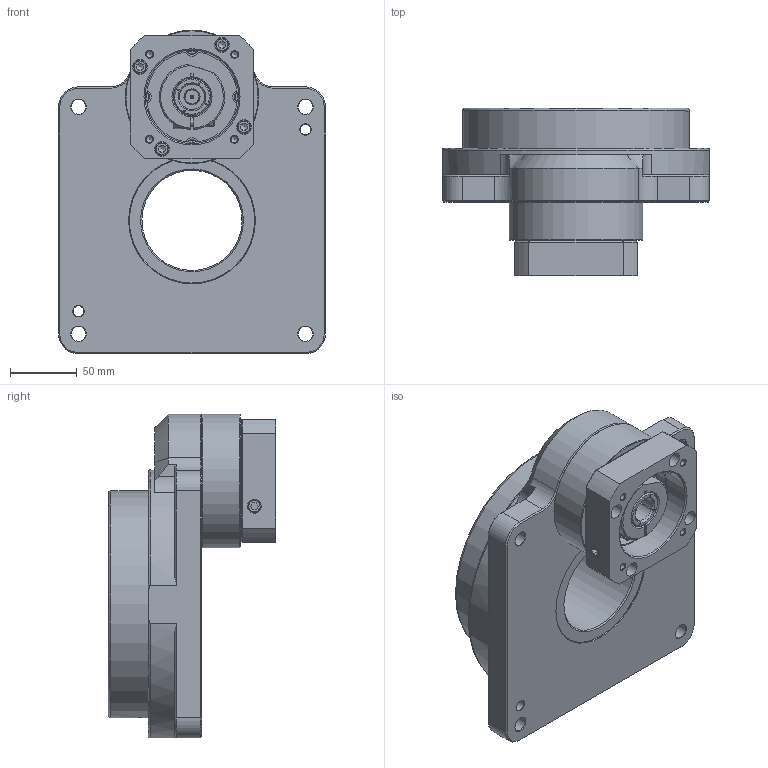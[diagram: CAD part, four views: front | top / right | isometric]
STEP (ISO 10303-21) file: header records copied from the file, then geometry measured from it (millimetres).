
FILE_DESCRIPTION((''),'2;1');
FILE_NAME('KGT-200B-1 (S19).stp','2015-09-18T14:05:56',('young'),(''),'Autodesk Inventor 2012','Autodesk Inventor 2012','');
FILE_SCHEMA(('CONFIG_CONTROL_DESIGN'));
Length unit declared in the file: millimetre
Products named in the file (1): KGT-200B-1 (S19)
Bounding box: 200 x 125.5 x 242.5 mm (x, y, z)
Volume: 1598748.7 mm3; surface area: 376154.8 mm2
Topology: 22 solids, 22 shells, 598 faces, 1384 edges, 874 vertices
Faces by surface type: plane 250, cylinder 165, cone 154, torus 29
Full cylindrical faces by diameter (mm): 1.5 x2, 2.459 x4, 4.2 x10, 5 x20, 5.5 x4, 6 x5, 6.5 x1, 6.8 x4, 8 x4, 8.433 x2, 8.5 x4, 9.5 x2, 10 x5, 11 x14, 15 x1, 19.1 x1, 23.5 x1, 25 x2, 28.5 x1, 29.8 x1, 30 x1, 34.3 x1, 36 x1, 37 x1, 39 x1, 42 x1, 45 x2, 47 x2, 51 x1, 68 x1
Entity records: 15500 total; most frequent: CARTESIAN_POINT 3160, DIRECTION 2632, ORIENTED_EDGE 2074, AXIS2_PLACEMENT_3D 1114, EDGE_CURVE 1037, EDGE_LOOP 964, VERTEX_POINT 789, FACE_OUTER_BOUND 598
